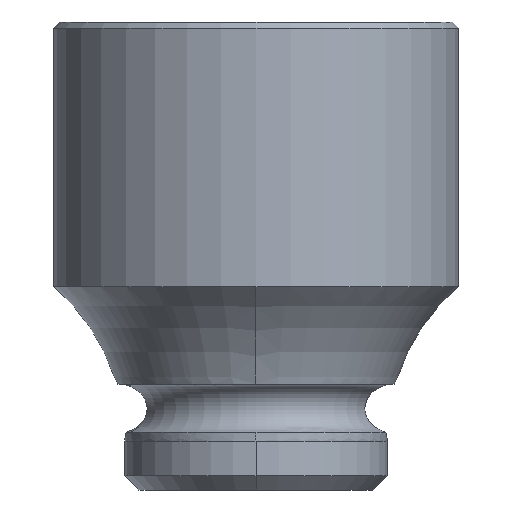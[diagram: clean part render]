
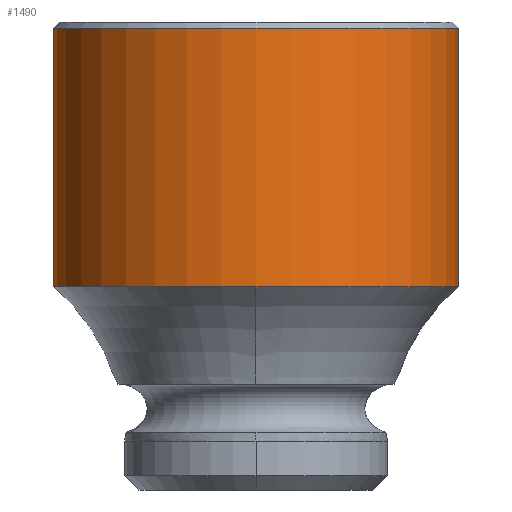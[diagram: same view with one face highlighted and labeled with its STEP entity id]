
A CAD part, left-side view. The second image highlights one B-rep face of the part: STEP entity #1490.
In plain terms, the highlighted cylindrical face has radius 9.95 mm (diameter 19.9 mm), a partial arc.
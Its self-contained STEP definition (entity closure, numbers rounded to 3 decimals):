
#399=CARTESIAN_POINT('',(0.,0.,22.7));
#400=DIRECTION('',(0.,0.,1.));
#401=DIRECTION('',(0.,1.,0.));
#402=AXIS2_PLACEMENT_3D('',#399,#400,#401);
#404=CARTESIAN_POINT('',(0.,0.,10.));
#405=DIRECTION('',(0.,0.,1.));
#406=DIRECTION('',(-1.,0.,0.));
#407=AXIS2_PLACEMENT_3D('',#404,#405,#406);
#409=CARTESIAN_POINT('',(0.,0.,10.));
#410=DIRECTION('',(0.,0.,1.));
#411=DIRECTION('',(0.,1.,0.));
#412=AXIS2_PLACEMENT_3D('',#409,#410,#411);
#906=DIRECTION('',(0.,0.,1.));
#907=VECTOR('',#906,12.7);
#908=CARTESIAN_POINT('',(0.,9.95,10.));
#909=LINE('',#908,#907);
#910=DIRECTION('',(0.,0.,1.));
#911=VECTOR('',#910,12.7);
#912=CARTESIAN_POINT('',(0.,-9.95,10.));
#913=LINE('',#912,#911);
#1066=CARTESIAN_POINT('',(0.,9.95,10.));
#1067=CARTESIAN_POINT('',(-9.95,0.,10.));
#1068=VERTEX_POINT('',#1066);
#1069=VERTEX_POINT('',#1067);
#1074=CARTESIAN_POINT('',(0.,-9.95,10.));
#1075=VERTEX_POINT('',#1074);
#1107=CARTESIAN_POINT('',(0.,-9.95,22.7));
#1108=CARTESIAN_POINT('',(0.,9.95,22.7));
#1109=VERTEX_POINT('',#1107);
#1110=VERTEX_POINT('',#1108);
#1475=CARTESIAN_POINT('',(0.,0.,9.35));
#1476=DIRECTION('',(0.,0.,1.));
#1477=DIRECTION('',(0.,1.,0.));
#1478=AXIS2_PLACEMENT_3D('',#1475,#1476,#1477);
#1479=CYLINDRICAL_SURFACE('',#1478,9.95);
#1481=ORIENTED_EDGE('',*,*,#1480,.T.);
#1483=ORIENTED_EDGE('',*,*,#1482,.F.);
#1484=ORIENTED_EDGE('',*,*,#1414,.F.);
#1485=ORIENTED_EDGE('',*,*,#1318,.F.);
#1487=ORIENTED_EDGE('',*,*,#1486,.T.);
#1488=EDGE_LOOP('',(#1481,#1483,#1484,#1485,#1487));
#1489=FACE_OUTER_BOUND('',#1488,.F.);
#1490=ADVANCED_FACE('',(#1489),#1479,.T.);
#403=CIRCLE('',#402,9.95);
#408=CIRCLE('',#407,9.95);
#413=CIRCLE('',#412,9.95);
#1318=EDGE_CURVE('',#1068,#1069,#413,.T.);
#1414=EDGE_CURVE('',#1069,#1075,#408,.T.);
#1480=EDGE_CURVE('',#1110,#1109,#403,.T.);
#1482=EDGE_CURVE('',#1075,#1109,#913,.T.);
#1486=EDGE_CURVE('',#1068,#1110,#909,.T.);
